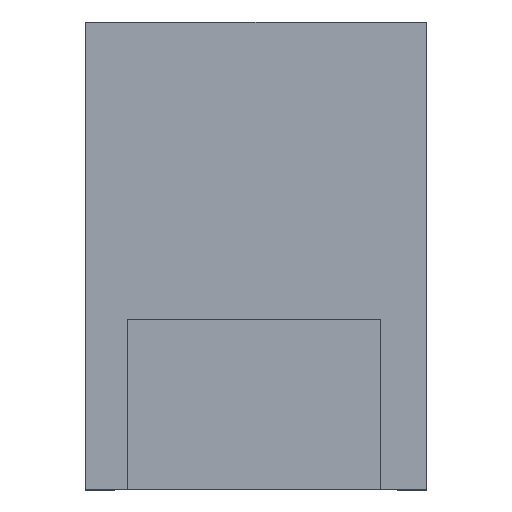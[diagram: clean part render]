
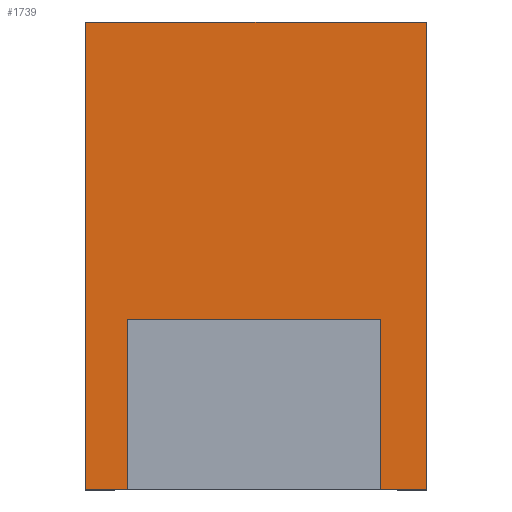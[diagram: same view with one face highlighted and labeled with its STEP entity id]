
A CAD part, top view. The second image highlights one B-rep face of the part: STEP entity #1739.
In plain terms, the highlighted planar face has unit normal (0, 0, 1).
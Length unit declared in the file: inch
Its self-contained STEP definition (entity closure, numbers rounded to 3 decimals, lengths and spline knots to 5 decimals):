
#109=FACE_OUTER_BOUND('',#221,.T.);
#221=EDGE_LOOP('',(#1183,#1184,#1185,#1186));
#333=LINE('',#2580,#561);
#336=LINE('',#2586,#564);
#339=LINE('',#2592,#567);
#342=LINE('',#2596,#570);
#561=VECTOR('',#2091,0.3937);
#564=VECTOR('',#2096,0.3937);
#567=VECTOR('',#2101,0.3937);
#570=VECTOR('',#2106,0.3937);
#789=VERTEX_POINT('',#2577);
#790=VERTEX_POINT('',#2579);
#792=VERTEX_POINT('',#2585);
#794=VERTEX_POINT('',#2591);
#941=EDGE_CURVE('',#790,#789,#333,.T.);
#944=EDGE_CURVE('',#792,#790,#336,.T.);
#947=EDGE_CURVE('',#794,#792,#339,.T.);
#950=EDGE_CURVE('',#789,#794,#342,.T.);
#1183=ORIENTED_EDGE('',*,*,#950,.T.);
#1184=ORIENTED_EDGE('',*,*,#947,.T.);
#1185=ORIENTED_EDGE('',*,*,#944,.T.);
#1186=ORIENTED_EDGE('',*,*,#941,.T.);
#1627=PLANE('',#1959);
#1739=ADVANCED_FACE('',(#109),#1627,.T.);
#1959=AXIS2_PLACEMENT_3D('',#2597,#2107,#2108);
#2091=DIRECTION('',(-1.,0.,0.));
#2096=DIRECTION('',(0.,1.,0.));
#2101=DIRECTION('',(1.,0.,0.));
#2106=DIRECTION('',(0.,-1.,0.));
#2107=DIRECTION('center_axis',(0.,0.,1.));
#2108=DIRECTION('ref_axis',(1.,0.,0.));
#2577=CARTESIAN_POINT('',(0.,48.,1.));
#2579=CARTESIAN_POINT('',(35.,48.,1.));
#2580=CARTESIAN_POINT('',(35.,48.,1.));
#2585=CARTESIAN_POINT('',(35.,0.,1.));
#2586=CARTESIAN_POINT('',(35.,0.,1.));
#2591=CARTESIAN_POINT('',(0.,0.,1.));
#2592=CARTESIAN_POINT('',(0.,0.,1.));
#2596=CARTESIAN_POINT('',(0.,48.,1.));
#2597=CARTESIAN_POINT('Origin',(17.5,24.,1.));
